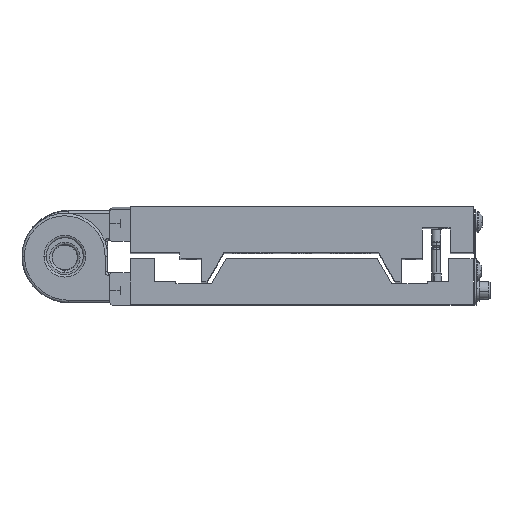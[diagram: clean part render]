
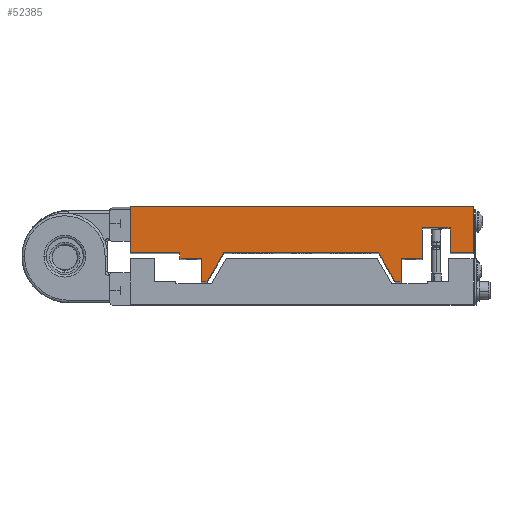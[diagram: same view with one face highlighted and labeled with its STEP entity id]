
A CAD part, top view. The second image highlights one B-rep face of the part: STEP entity #52385.
In plain terms, the highlighted planar face has unit normal (0, 0, 1).
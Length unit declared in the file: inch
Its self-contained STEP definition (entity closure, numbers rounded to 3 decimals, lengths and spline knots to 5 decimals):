
#21147=DIRECTION('',(0.,1.,0.));
#21148=VECTOR('',#21147,0.252);
#21149=CARTESIAN_POINT('',(1.515,0.529,3.));
#21150=LINE('',#21149,#21148);
#21470=DIRECTION('',(-1.,0.,0.));
#21471=VECTOR('',#21470,0.283);
#21472=CARTESIAN_POINT('',(1.515,0.781,3.));
#21473=LINE('',#21472,#21471);
#22512=DIRECTION('',(-1.,0.,0.));
#22513=VECTOR('',#22512,0.217);
#22514=CARTESIAN_POINT('',(-1.025,0.469,3.));
#22515=LINE('',#22514,#22513);
#22977=DIRECTION('',(0.5,-0.866,0.));
#22978=VECTOR('',#22977,0.34179);
#22979=CARTESIAN_POINT('',(0.7841,0.529,3.));
#22980=LINE('',#22979,#22978);
#22984=DIRECTION('',(0.5,0.866,0.));
#22985=VECTOR('',#22984,0.34179);
#22986=CARTESIAN_POINT('',(-0.965,0.233,3.));
#22987=LINE('',#22986,#22985);
#22991=DIRECTION('',(-1.,0.,0.));
#22992=VECTOR('',#22991,3.5);
#22993=CARTESIAN_POINT('',(1.75,1.,3.));
#22994=LINE('',#22993,#22992);
#22998=DIRECTION('',(0.,1.,0.));
#22999=VECTOR('',#22998,0.471);
#23000=CARTESIAN_POINT('',(1.75,0.529,3.));
#23001=LINE('',#23000,#22999);
#23005=DIRECTION('',(1.,0.,0.));
#23006=VECTOR('',#23005,0.235);
#23007=CARTESIAN_POINT('',(1.515,0.529,3.));
#23008=LINE('',#23007,#23006);
#23131=DIRECTION('',(-1.,0.,0.));
#23132=VECTOR('',#23131,0.217);
#23133=CARTESIAN_POINT('',(1.232,0.469,3.));
#23134=LINE('',#23133,#23132);
#23856=DIRECTION('',(0.,-1.,0.));
#23857=VECTOR('',#23856,0.312);
#23858=CARTESIAN_POINT('',(1.232,0.781,3.));
#23859=LINE('',#23858,#23857);
#23951=DIRECTION('',(0.,1.,0.));
#23952=VECTOR('',#23951,0.471);
#23953=CARTESIAN_POINT('',(-1.75,0.529,3.));
#23954=LINE('',#23953,#23952);
#26762=DIRECTION('',(-1.,0.,0.));
#26763=VECTOR('',#26762,0.508);
#26764=CARTESIAN_POINT('',(-1.242,0.529,3.));
#26765=LINE('',#26764,#26763);
#26783=DIRECTION('',(0.,1.,0.));
#26784=VECTOR('',#26783,0.06);
#26785=CARTESIAN_POINT('',(-1.242,0.469,3.));
#26786=LINE('',#26785,#26784);
#26804=DIRECTION('',(0.,1.,0.));
#26805=VECTOR('',#26804,0.236);
#26806=CARTESIAN_POINT('',(-1.025,0.233,3.));
#26807=LINE('',#26806,#26805);
#26825=DIRECTION('',(-1.,0.,0.));
#26826=VECTOR('',#26825,0.06);
#26827=CARTESIAN_POINT('',(-0.965,0.233,3.));
#26828=LINE('',#26827,#26826);
#26997=DIRECTION('',(-1.,0.,0.));
#26998=VECTOR('',#26997,1.57821);
#26999=CARTESIAN_POINT('',(0.7841,0.529,3.));
#27000=LINE('',#26999,#26998);
#27308=DIRECTION('',(-1.,0.,0.));
#27309=VECTOR('',#27308,0.06);
#27310=CARTESIAN_POINT('',(1.015,0.233,3.));
#27311=LINE('',#27310,#27309);
#27329=DIRECTION('',(0.,-1.,0.));
#27330=VECTOR('',#27329,0.236);
#27331=CARTESIAN_POINT('',(1.015,0.469,3.));
#27332=LINE('',#27331,#27330);
#30123=CARTESIAN_POINT('',(1.515,0.781,3.));
#30124=CARTESIAN_POINT('',(1.232,0.781,3.));
#30125=VERTEX_POINT('',#30123);
#30126=VERTEX_POINT('',#30124);
#30354=CARTESIAN_POINT('',(1.515,0.529,3.));
#30355=VERTEX_POINT('',#30354);
#30356=CARTESIAN_POINT('',(1.232,0.469,3.));
#30357=VERTEX_POINT('',#30356);
#30358=CARTESIAN_POINT('',(-1.242,0.529,3.));
#30359=CARTESIAN_POINT('',(-1.75,0.529,3.));
#30360=VERTEX_POINT('',#30358);
#30361=VERTEX_POINT('',#30359);
#30524=CARTESIAN_POINT('',(1.75,0.529,3.));
#30525=VERTEX_POINT('',#30524);
#30526=CARTESIAN_POINT('',(1.015,0.469,3.));
#30527=VERTEX_POINT('',#30526);
#30528=CARTESIAN_POINT('',(-1.242,0.469,3.));
#30529=VERTEX_POINT('',#30528);
#30716=CARTESIAN_POINT('',(1.75,1.,3.));
#30717=VERTEX_POINT('',#30716);
#30718=CARTESIAN_POINT('',(1.015,0.233,3.));
#30719=VERTEX_POINT('',#30718);
#30726=CARTESIAN_POINT('',(-1.75,1.,3.));
#30727=VERTEX_POINT('',#30726);
#30915=CARTESIAN_POINT('',(0.955,0.233,3.));
#30916=VERTEX_POINT('',#30915);
#30917=CARTESIAN_POINT('',(-1.025,0.233,3.));
#30918=CARTESIAN_POINT('',(-1.025,0.469,3.));
#30919=VERTEX_POINT('',#30917);
#30920=VERTEX_POINT('',#30918);
#31142=CARTESIAN_POINT('',(0.7841,0.529,3.));
#31143=VERTEX_POINT('',#31142);
#31421=CARTESIAN_POINT('',(-0.7941,0.529,3.));
#31422=VERTEX_POINT('',#31421);
#31424=CARTESIAN_POINT('',(-0.965,0.233,3.));
#31426=VERTEX_POINT('',#31424);
#52348=CARTESIAN_POINT('',(-1.75,0.,3.));
#52349=DIRECTION('',(0.,0.,1.));
#52350=DIRECTION('',(1.,0.,0.));
#52351=AXIS2_PLACEMENT_3D('',#52348,#52349,#52350);
#52352=PLANE('',#52351);
#52354=ORIENTED_EDGE('',*,*,#52353,.T.);
#52356=ORIENTED_EDGE('',*,*,#52355,.T.);
#52358=ORIENTED_EDGE('',*,*,#52357,.T.);
#52360=ORIENTED_EDGE('',*,*,#52359,.F.);
#52362=ORIENTED_EDGE('',*,*,#52361,.T.);
#52364=ORIENTED_EDGE('',*,*,#52363,.F.);
#52366=ORIENTED_EDGE('',*,*,#52365,.T.);
#52368=ORIENTED_EDGE('',*,*,#52367,.T.);
#52369=ORIENTED_EDGE('',*,*,#51817,.T.);
#52371=ORIENTED_EDGE('',*,*,#52370,.T.);
#52373=ORIENTED_EDGE('',*,*,#52372,.T.);
#52375=ORIENTED_EDGE('',*,*,#52374,.T.);
#52376=ORIENTED_EDGE('',*,*,#51483,.F.);
#52377=ORIENTED_EDGE('',*,*,#50928,.F.);
#52378=ORIENTED_EDGE('',*,*,#51125,.F.);
#52379=ORIENTED_EDGE('',*,*,#51152,.T.);
#52380=ORIENTED_EDGE('',*,*,#51226,.T.);
#52382=ORIENTED_EDGE('',*,*,#52381,.T.);
#52383=EDGE_LOOP('',(#52354,#52356,#52358,#52360,#52362,#52364,#52366,#52368,
#52369,#52371,#52373,#52375,#52376,#52377,#52378,#52379,#52380,#52382));
#52384=FACE_OUTER_BOUND('',#52383,.F.);
#50928=EDGE_CURVE('',#30525,#30717,#23001,.T.);
#51125=EDGE_CURVE('',#30355,#30525,#23008,.T.);
#51152=EDGE_CURVE('',#30355,#30125,#21150,.T.);
#51226=EDGE_CURVE('',#30125,#30126,#21473,.T.);
#51483=EDGE_CURVE('',#30717,#30727,#22994,.T.);
#51817=EDGE_CURVE('',#30920,#30529,#22515,.T.);
#52353=EDGE_CURVE('',#30357,#30527,#23134,.T.);
#52355=EDGE_CURVE('',#30527,#30719,#27332,.T.);
#52357=EDGE_CURVE('',#30719,#30916,#27311,.T.);
#52359=EDGE_CURVE('',#31143,#30916,#22980,.T.);
#52361=EDGE_CURVE('',#31143,#31422,#27000,.T.);
#52363=EDGE_CURVE('',#31426,#31422,#22987,.T.);
#52365=EDGE_CURVE('',#31426,#30919,#26828,.T.);
#52367=EDGE_CURVE('',#30919,#30920,#26807,.T.);
#52370=EDGE_CURVE('',#30529,#30360,#26786,.T.);
#52372=EDGE_CURVE('',#30360,#30361,#26765,.T.);
#52374=EDGE_CURVE('',#30361,#30727,#23954,.T.);
#52381=EDGE_CURVE('',#30126,#30357,#23859,.T.);
#52385=ADVANCED_FACE('',(#52384),#52352,.T.);
